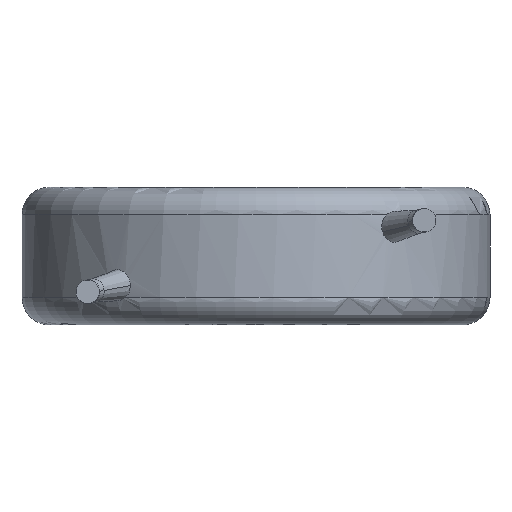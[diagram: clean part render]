
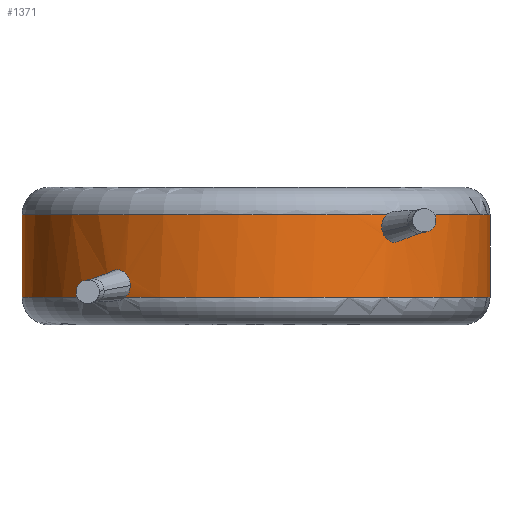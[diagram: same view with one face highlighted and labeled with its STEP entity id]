
A CAD part, front view. The second image highlights one B-rep face of the part: STEP entity #1371.
In plain terms, the highlighted cylindrical face has radius 8.5 mm (diameter 17 mm), a partial arc.
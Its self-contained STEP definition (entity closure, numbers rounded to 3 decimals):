
#22 = CARTESIAN_POINT ( 'NONE',  ( 0., 0., 5. ) ) ;
#23 = CARTESIAN_POINT ( 'NONE',  ( -4.737, -7.058, 1. ) ) ;
#108 = ORIENTED_EDGE ( 'NONE', *, *, #365, .F. ) ;
#117 = EDGE_CURVE ( 'NONE', #3035, #1954, #3054, .T. ) ;
#139 = CARTESIAN_POINT ( 'NONE',  ( -4.631, -7.129, 1.105 ) ) ;
#167 = DIRECTION ( 'NONE',  ( 1., 0., 0. ) ) ;
#183 = CARTESIAN_POINT ( 'NONE',  ( 4.737, -7.058, 4. ) ) ;
#217 = CARTESIAN_POINT ( 'NONE',  ( 4.557, -7.175, 3.605 ) ) ;
#264 = VERTEX_POINT ( 'NONE', #894 ) ;
#325 = DIRECTION ( 'NONE',  ( 0., 0., -1. ) ) ;
#365 = EDGE_CURVE ( 'NONE', #850, #3035, #3106, .T. ) ;
#384 = CYLINDRICAL_SURFACE ( 'NONE', #3684, 8.5 ) ;
#413 = CARTESIAN_POINT ( 'NONE',  ( -4.567, -7.169, 1.267 ) ) ;
#433 = CARTESIAN_POINT ( 'NONE',  ( 5.386, -6.576, 3.189 ) ) ;
#443 = CARTESIAN_POINT ( 'NONE',  ( -5.472, -6.505, 1.269 ) ) ;
#452 = CARTESIAN_POINT ( 'NONE',  ( 5.294, -6.651, 3.082 ) ) ;
#470 = VECTOR ( 'NONE', #3155, 1000. ) ;
#505 = CARTESIAN_POINT ( 'NONE',  ( -8.5, 0., 4. ) ) ;
#511 = CARTESIAN_POINT ( 'NONE',  ( 0., 0., 1. ) ) ;
#529 = CARTESIAN_POINT ( 'NONE',  ( 5.418, -6.55, 3.851 ) ) ;
#534 = VERTEX_POINT ( 'NONE', #183 ) ;
#550 = B_SPLINE_CURVE_WITH_KNOTS ( 'NONE', 3,
 ( #1356, #1123, #529, #3504 ),
 .UNSPECIFIED., .F., .F.,
 ( 4, 4 ),
 ( 0., 0. ),
 .UNSPECIFIED. ) ;
#573 = VERTEX_POINT ( 'NONE', #1071 ) ;
#579 = CARTESIAN_POINT ( 'NONE',  ( -5.428, -6.542, 1.733 ) ) ;
#594 = CARTESIAN_POINT ( 'NONE',  ( -4.91, -6.94, 2. ) ) ;
#595 = AXIS2_PLACEMENT_3D ( 'NONE', #511, #2600, #167 ) ;
#706 = B_SPLINE_CURVE_WITH_KNOTS ( 'NONE', 3,
 ( #2443, #1897, #980, #433, #452, #2521, #1022, #2834, #3450, #1348 ),
 .UNSPECIFIED., .F., .F.,
 ( 4, 2, 2, 2, 4 ),
 ( 0., 0.001, 0.001, 0.002, 0.002 ),
 .UNSPECIFIED. ) ;
#708 = CARTESIAN_POINT ( 'NONE',  ( 8.5, 0., 5. ) ) ;
#730 = CARTESIAN_POINT ( 'NONE',  ( 4.737, -7.058, 4. ) ) ;
#804 = AXIS2_PLACEMENT_3D ( 'NONE', #1276, #988, #2499 ) ;
#813 = FACE_OUTER_BOUND ( 'NONE', #881, .T. ) ;
#830 = AXIS2_PLACEMENT_3D ( 'NONE', #3063, #3378, #1600 ) ;
#850 = VERTEX_POINT ( 'NONE', #23 ) ;
#881 = EDGE_LOOP ( 'NONE', ( #3444, #1433, #2939, #3202, #3141, #1908, #927, #1528, #2378, #1140, #108, #3044 ) ) ;
#894 = CARTESIAN_POINT ( 'NONE',  ( -8.5, 0., 1. ) ) ;
#909 = CARTESIAN_POINT ( 'NONE',  ( -5.474, -6.503, 1.586 ) ) ;
#927 = ORIENTED_EDGE ( 'NONE', *, *, #3107, .T. ) ;
#954 = CARTESIAN_POINT ( 'NONE',  ( -5.473, -6.504, 1.436 ) ) ;
#961 = CARTESIAN_POINT ( 'NONE',  ( -5.31, -6.637, 1. ) ) ;
#974 = VERTEX_POINT ( 'NONE', #1562 ) ;
#980 = CARTESIAN_POINT ( 'NONE',  ( 5.482, -6.496, 3.46 ) ) ;
#988 = DIRECTION ( 'NONE',  ( 0., 0., -1. ) ) ;
#997 = DIRECTION ( 'NONE',  ( 1., 0., 0. ) ) ;
#1002 = CARTESIAN_POINT ( 'NONE',  ( -4.566, -7.17, 1.43 ) ) ;
#1022 = CARTESIAN_POINT ( 'NONE',  ( 4.944, -6.916, 2.991 ) ) ;
#1037 = CARTESIAN_POINT ( 'NONE',  ( -4.566, -7.17, 1.43 ) ) ;
#1071 = CARTESIAN_POINT ( 'NONE',  ( 8.5, 0., 4. ) ) ;
#1093 = CIRCLE ( 'NONE', #595, 8.5 ) ;
#1123 = CARTESIAN_POINT ( 'NONE',  ( 5.372, -6.588, 3.936 ) ) ;
#1133 = LINE ( 'NONE', #708, #3476 ) ;
#1140 = ORIENTED_EDGE ( 'NONE', *, *, #117, .F. ) ;
#1223 = CARTESIAN_POINT ( 'NONE',  ( -5.31, -6.637, 1. ) ) ;
#1240 = VERTEX_POINT ( 'NONE', #1223 ) ;
#1269 = DIRECTION ( 'NONE',  ( 0., 0., -1. ) ) ;
#1276 = CARTESIAN_POINT ( 'NONE',  ( 0., 0., 4. ) ) ;
#1301 = DIRECTION ( 'NONE',  ( 0., 0., -1. ) ) ;
#1348 = CARTESIAN_POINT ( 'NONE',  ( 4.593, -7.152, 3.377 ) ) ;
#1356 = CARTESIAN_POINT ( 'NONE',  ( 5.31, -6.637, 4. ) ) ;
#1371 = ADVANCED_FACE ( 'NONE', ( #813 ), #384, .T. ) ;
#1433 = ORIENTED_EDGE ( 'NONE', *, *, #3594, .T. ) ;
#1487 = CARTESIAN_POINT ( 'NONE',  ( -4.566, -7.17, 1.43 ) ) ;
#1528 = ORIENTED_EDGE ( 'NONE', *, *, #2381, .T. ) ;
#1553 = CARTESIAN_POINT ( 'NONE',  ( 4.593, -7.152, 3.377 ) ) ;
#1562 = CARTESIAN_POINT ( 'NONE',  ( 8.5, 0., 1. ) ) ;
#1600 = DIRECTION ( 'NONE',  ( 1., 0., 0. ) ) ;
#1642 = CARTESIAN_POINT ( 'NONE',  ( 4.609, -7.142, 3.825 ) ) ;
#1749 = EDGE_CURVE ( 'NONE', #1943, #3656, #706, .T. ) ;
#1809 = EDGE_CURVE ( 'NONE', #2646, #1943, #550, .T. ) ;
#1832 = CARTESIAN_POINT ( 'NONE',  ( 4.593, -7.152, 3.377 ) ) ;
#1842 = DIRECTION ( 'NONE',  ( -1., 0., 0. ) ) ;
#1897 = CARTESIAN_POINT ( 'NONE',  ( 5.485, -6.494, 3.619 ) ) ;
#1908 = ORIENTED_EDGE ( 'NONE', *, *, #3792, .T. ) ;
#1943 = VERTEX_POINT ( 'NONE', #3257 ) ;
#1953 = CARTESIAN_POINT ( 'NONE',  ( -4.737, -7.058, 1. ) ) ;
#1954 = VERTEX_POINT ( 'NONE', #954 ) ;
#2164 = CARTESIAN_POINT ( 'NONE',  ( 5.31, -6.637, 4. ) ) ;
#2185 = EDGE_CURVE ( 'NONE', #3656, #534, #3212, .T. ) ;
#2199 = CARTESIAN_POINT ( 'NONE',  ( -5.412, -6.556, 1.106 ) ) ;
#2249 = CIRCLE ( 'NONE', #804, 8.5 ) ;
#2282 = CARTESIAN_POINT ( 'NONE',  ( -8.5, 0., 5. ) ) ;
#2378 = ORIENTED_EDGE ( 'NONE', *, *, #3016, .F. ) ;
#2381 = EDGE_CURVE ( 'NONE', #264, #1240, #1093, .T. ) ;
#2382 = CARTESIAN_POINT ( 'NONE',  ( -4.565, -7.17, 1.577 ) ) ;
#2389 = CARTESIAN_POINT ( 'NONE',  ( -4.615, -7.139, 1.725 ) ) ;
#2443 = CARTESIAN_POINT ( 'NONE',  ( 5.445, -6.527, 3.758 ) ) ;
#2499 = DIRECTION ( 'NONE',  ( 1., 0., 0. ) ) ;
#2514 = CARTESIAN_POINT ( 'NONE',  ( -5.473, -6.504, 1.436 ) ) ;
#2521 = CARTESIAN_POINT ( 'NONE',  ( 5.073, -6.822, 2.982 ) ) ;
#2591 = B_SPLINE_CURVE_WITH_KNOTS ( 'NONE', 3,
 ( #2514, #443, #2199, #961 ),
 .UNSPECIFIED., .F., .F.,
 ( 4, 4 ),
 ( 0.002, 0.003 ),
 .UNSPECIFIED. ) ;
#2600 = DIRECTION ( 'NONE',  ( 0., 0., 1. ) ) ;
#2644 = AXIS2_PLACEMENT_3D ( 'NONE', #3060, #1269, #997 ) ;
#2646 = VERTEX_POINT ( 'NONE', #2164 ) ;
#2763 = VERTEX_POINT ( 'NONE', #505 ) ;
#2797 = CARTESIAN_POINT ( 'NONE',  ( 4.663, -7.107, 3.926 ) ) ;
#2834 = CARTESIAN_POINT ( 'NONE',  ( 4.724, -7.067, 3.118 ) ) ;
#2939 = ORIENTED_EDGE ( 'NONE', *, *, #1809, .T. ) ;
#2964 = EDGE_CURVE ( 'NONE', #573, #974, #1133, .T. ) ;
#2975 = LINE ( 'NONE', #2282, #470 ) ;
#2989 = CARTESIAN_POINT ( 'NONE',  ( -4.789, -7.023, 1.938 ) ) ;
#3016 = EDGE_CURVE ( 'NONE', #1954, #1240, #2591, .T. ) ;
#3035 = VERTEX_POINT ( 'NONE', #1002 ) ;
#3044 = ORIENTED_EDGE ( 'NONE', *, *, #3289, .T. ) ;
#3054 = B_SPLINE_CURVE_WITH_KNOTS ( 'NONE', 3,
 ( #1487, #2382, #2389, #2989, #594, #3602, #3567, #579, #909, #3595 ),
 .UNSPECIFIED., .F., .F.,
 ( 4, 2, 2, 2, 4 ),
 ( 0., 0.001, 0.001, 0.002, 0.002 ),
 .UNSPECIFIED. ) ;
#3060 = CARTESIAN_POINT ( 'NONE',  ( 0., 0., 4. ) ) ;
#3063 = CARTESIAN_POINT ( 'NONE',  ( 0., 0., 1. ) ) ;
#3106 = B_SPLINE_CURVE_WITH_KNOTS ( 'NONE', 3,
 ( #1953, #139, #413, #1037 ),
 .UNSPECIFIED., .F., .F.,
 ( 4, 4 ),
 ( 0., 0. ),
 .UNSPECIFIED. ) ;
#3107 = EDGE_CURVE ( 'NONE', #2763, #264, #2975, .T. ) ;
#3141 = ORIENTED_EDGE ( 'NONE', *, *, #2185, .T. ) ;
#3155 = DIRECTION ( 'NONE',  ( 0., 0., -1. ) ) ;
#3202 = ORIENTED_EDGE ( 'NONE', *, *, #1749, .T. ) ;
#3212 = B_SPLINE_CURVE_WITH_KNOTS ( 'NONE', 3,
 ( #1832, #3401, #217, #1642, #2797, #730 ),
 .UNSPECIFIED., .F., .F.,
 ( 4, 2, 4 ),
 ( 0.002, 0.002, 0.003 ),
 .UNSPECIFIED. ) ;
#3225 = CIRCLE ( 'NONE', #830, 8.5 ) ;
#3257 = CARTESIAN_POINT ( 'NONE',  ( 5.445, -6.527, 3.758 ) ) ;
#3289 = EDGE_CURVE ( 'NONE', #850, #974, #3225, .T. ) ;
#3378 = DIRECTION ( 'NONE',  ( 0., 0., 1. ) ) ;
#3401 = CARTESIAN_POINT ( 'NONE',  ( 4.561, -7.173, 3.486 ) ) ;
#3444 = ORIENTED_EDGE ( 'NONE', *, *, #2964, .F. ) ;
#3450 = CARTESIAN_POINT ( 'NONE',  ( 4.634, -7.126, 3.236 ) ) ;
#3476 = VECTOR ( 'NONE', #1301, 1000. ) ;
#3504 = CARTESIAN_POINT ( 'NONE',  ( 5.445, -6.527, 3.758 ) ) ;
#3567 = CARTESIAN_POINT ( 'NONE',  ( -5.265, -6.674, 1.942 ) ) ;
#3594 = EDGE_CURVE ( 'NONE', #573, #2646, #3849, .T. ) ;
#3595 = CARTESIAN_POINT ( 'NONE',  ( -5.473, -6.504, 1.436 ) ) ;
#3602 = CARTESIAN_POINT ( 'NONE',  ( -5.148, -6.765, 2.002 ) ) ;
#3656 = VERTEX_POINT ( 'NONE', #1553 ) ;
#3684 = AXIS2_PLACEMENT_3D ( 'NONE', #22, #325, #1842 ) ;
#3792 = EDGE_CURVE ( 'NONE', #534, #2763, #2249, .T. ) ;
#3849 = CIRCLE ( 'NONE', #2644, 8.5 ) ;
